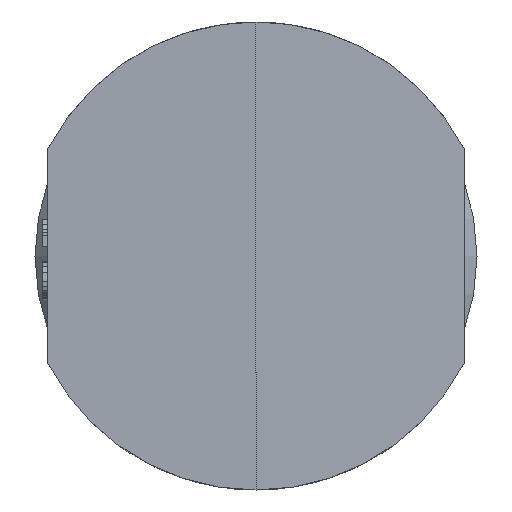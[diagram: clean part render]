
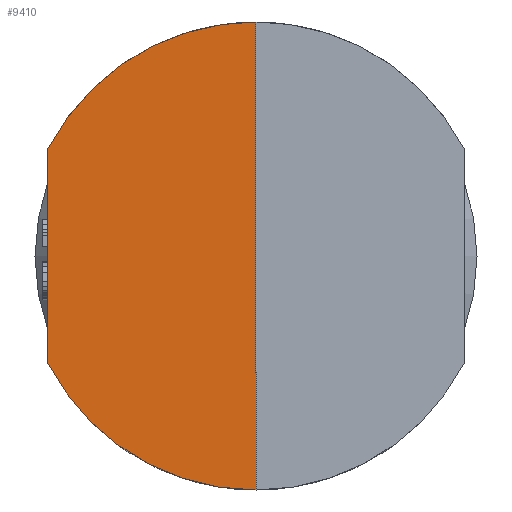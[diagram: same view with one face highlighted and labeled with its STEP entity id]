
A CAD part, top view. The second image highlights one B-rep face of the part: STEP entity #9410.
In plain terms, the highlighted face is planar.
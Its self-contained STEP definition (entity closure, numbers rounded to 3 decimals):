
#4680=CARTESIAN_POINT('',(74.269,22.428,-8.));
#4690=VERTEX_POINT('',#4680);
#4900=CARTESIAN_POINT('',(82.515,22.428,-8.));
#4910=VERTEX_POINT('',#4900);
#4940=CARTESIAN_POINT('',(0.,22.428,-8.));
#4950=DIRECTION('',(-1.,0.,0.));
#4960=VECTOR('',#4950,1.);
#4970=LINE('',#4940,#4960);
#4980=EDGE_CURVE('',#4910,#4690,#4970,.T.);
#9090=CARTESIAN_POINT('',(65.892,22.568,0.));
#9100=DIRECTION('',(0.,-1.,0.017));
#9110=DIRECTION('',(1.,0.,0.));
#9120=AXIS2_PLACEMENT_3D('',#9090,#9100,#9110);
#9130=PLANE('',#9120);
#9140=CARTESIAN_POINT('',(78.392,22.568,0.));
#9150=DIRECTION('',(0.,-1.,0.017));
#9160=DIRECTION('',(0.,0.017,1.));
#9170=AXIS2_PLACEMENT_3D('',#9140,#9150,#9160);
#9180=ELLIPSE('',#9170,9.001,9.);
#9190=CARTESIAN_POINT('',(87.392,22.568,
0.));
#9200=VERTEX_POINT('',#9190);
#9210=EDGE_CURVE('',#4910,#9200,#9180,.T.);
#9220=ORIENTED_EDGE('',*,*,#9210,.F.);
#9230=CARTESIAN_POINT('',(0.,22.568,0.));
#9240=DIRECTION('',(-1.,0.,0.));
#9250=VECTOR('',#9240,1.);
#9260=LINE('',#9230,#9250);
#9270=CARTESIAN_POINT('',(69.392,22.568,0.));
#9280=VERTEX_POINT('',#9270);
#9290=EDGE_CURVE('',#9200,#9280,#9260,.T.);
#9300=ORIENTED_EDGE('',*,*,#9290,.F.);
#9310=CARTESIAN_POINT('',(78.392,22.568,0.));
#9320=DIRECTION('',(0.,-1.,0.017));
#9330=DIRECTION('',(0.,0.017,1.));
#9340=AXIS2_PLACEMENT_3D('',#9310,#9320,#9330);
#9350=ELLIPSE('',#9340,9.001,9.);
#9360=EDGE_CURVE('',#9280,#4690,#9350,.T.);
#9370=ORIENTED_EDGE('',*,*,#9360,.F.);
#9380=ORIENTED_EDGE('',*,*,#4980,.T.);
#9390=EDGE_LOOP('',(#9380,#9370,#9300,#9220));
#9400=FACE_OUTER_BOUND('',#9390,.T.);
#9410=ADVANCED_FACE('',(#9400),#9130,.F.);
